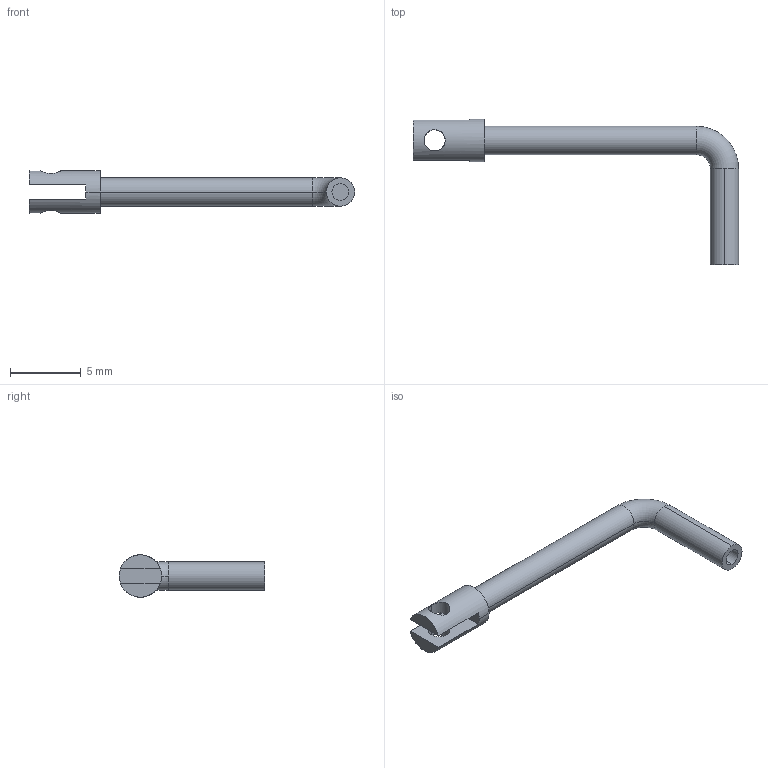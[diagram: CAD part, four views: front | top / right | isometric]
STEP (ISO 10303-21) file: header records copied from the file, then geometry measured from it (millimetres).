
FILE_DESCRIPTION (( 'STEP AP214' ), '1' );
FILE_NAME ('DownLipMiddleRod.STEP', '2025-09-29T07:42:52', ( 'Windows User' ), ( '' ), 'SwSTEP 2.0', 'SolidWorks 2023', '' );
FILE_SCHEMA (( 'AUTOMOTIVE_DESIGN' ));
Length unit declared in the file: millimetre
Products named in the file (1): DownLipMiddleRod
Bounding box: 23 x 10.3 x 3 mm (x, y, z)
Volume: 95.2 mm3; surface area: 245.1 mm2
Topology: 1 solids, 1 shells, 22 faces, 52 edges, 34 vertices
Faces by surface type: cylinder 12, plane 8, torus 2
Entity records: 979 total; most frequent: CARTESIAN_POINT 175, DIRECTION 122, ORIENTED_EDGE 104, EDGE_CURVE 52, AXIS2_PLACEMENT_3D 51, VERTEX_POINT 34, EDGE_LOOP 28, CIRCLE 28
